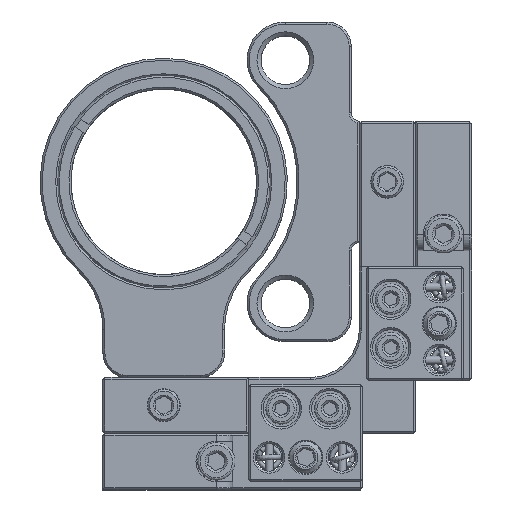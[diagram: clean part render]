
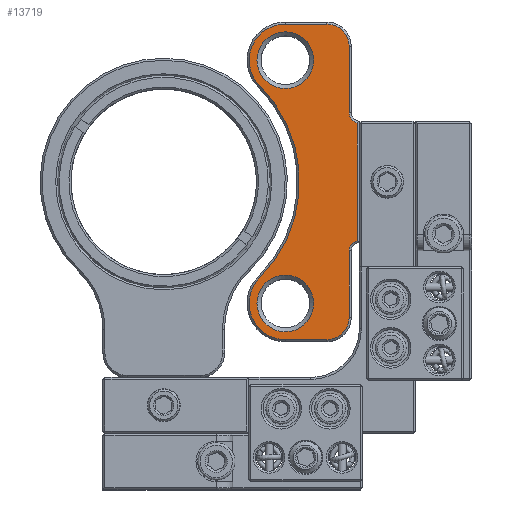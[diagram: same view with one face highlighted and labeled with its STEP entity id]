
A CAD part, top view. The second image highlights one B-rep face of the part: STEP entity #13719.
In plain terms, the highlighted planar face has unit normal (0, 0, 1).
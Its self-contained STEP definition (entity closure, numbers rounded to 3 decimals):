
#220 = ORIENTED_EDGE ( 'NONE', *, *, #42707, .T. ) ;
#396 = DIRECTION ( 'NONE',  ( 0., 1., 0. ) ) ;
#444 = DIRECTION ( 'NONE',  ( 0., 1., 0. ) ) ;
#589 = EDGE_CURVE ( 'NONE', #8574, #8255, #3656, .T. ) ;
#774 = VECTOR ( 'NONE', #444, 1000. ) ;
#1120 = DIRECTION ( 'NONE',  ( 1., 0., 0. ) ) ;
#1485 = CARTESIAN_POINT ( 'NONE',  ( 23.88, 7.275, 6. ) ) ;
#1734 = CARTESIAN_POINT ( 'NONE',  ( 20.13, 16.713, 6. ) ) ;
#1750 = LINE ( 'NONE', #40085, #22105 ) ;
#1919 = ORIENTED_EDGE ( 'NONE', *, *, #4032, .T. ) ;
#2329 = VERTEX_POINT ( 'NONE', #41139 ) ;
#2365 = DIRECTION ( 'NONE',  ( 0., 0., -1. ) ) ;
#2423 = DIRECTION ( 'NONE',  ( 0., 0., 1. ) ) ;
#3656 = CIRCLE ( 'NONE', #29175, 2.75 ) ;
#4032 = EDGE_CURVE ( 'NONE', #22959, #17731, #44635, .T. ) ;
#4410 = CARTESIAN_POINT ( 'NONE',  ( 15., -15., 6. ) ) ;
#4679 = DIRECTION ( 'NONE',  ( 0., 0., 1. ) ) ;
#5371 = EDGE_CURVE ( 'NONE', #9379, #26524, #6756, .T. ) ;
#5700 = CARTESIAN_POINT ( 'NONE',  ( 22.88, 16.713, 6. ) ) ;
#5956 = AXIS2_PLACEMENT_3D ( 'NONE', #35479, #4679, #24775 ) ;
#6025 = CIRCLE ( 'NONE', #33686, 1.25 ) ;
#6590 = CARTESIAN_POINT ( 'NONE',  ( 15., 15., 6. ) ) ;
#6620 = CARTESIAN_POINT ( 'NONE',  ( 24.13, 8.5, 6. ) ) ;
#6708 = CARTESIAN_POINT ( 'NONE',  ( 15., 15., 6. ) ) ;
#6756 = CIRCLE ( 'NONE', #12569, 4.463 ) ;
#7933 = CARTESIAN_POINT ( 'NONE',  ( 15., -19.463, 6. ) ) ;
#8248 = VERTEX_POINT ( 'NONE', #9840 ) ;
#8255 = VERTEX_POINT ( 'NONE', #12797 ) ;
#8574 = VERTEX_POINT ( 'NONE', #5700 ) ;
#9379 = VERTEX_POINT ( 'NONE', #36449 ) ;
#9840 = CARTESIAN_POINT ( 'NONE',  ( 22.88, -8.5, 6. ) ) ;
#10356 = CIRCLE ( 'NONE', #38034, 3.5 ) ;
#11084 = AXIS2_PLACEMENT_3D ( 'NONE', #4410, #25413, #32255 ) ;
#11695 = CIRCLE ( 'NONE', #37204, 16.75 ) ;
#11744 = DIRECTION ( 'NONE',  ( 1., 0., 0. ) ) ;
#12569 = AXIS2_PLACEMENT_3D ( 'NONE', #6590, #15936, #29850 ) ;
#12652 = ORIENTED_EDGE ( 'NONE', *, *, #37287, .T. ) ;
#12797 = CARTESIAN_POINT ( 'NONE',  ( 20.13, 19.463, 6. ) ) ;
#13153 = AXIS2_PLACEMENT_3D ( 'NONE', #16095, #30021, #26608 ) ;
#13691 = DIRECTION ( 'NONE',  ( 1., 0., 0. ) ) ;
#13719 = ADVANCED_FACE ( 'NONE', ( #15160, #42769, #32712 ), #22461, .T. ) ;
#13773 = DIRECTION ( 'NONE',  ( 1., 0., 0. ) ) ;
#15160 = FACE_OUTER_BOUND ( 'NONE', #21565, .T. ) ;
#15581 = CARTESIAN_POINT ( 'NONE',  ( 22.88, -16.713, 6. ) ) ;
#15918 = EDGE_CURVE ( 'NONE', #31972, #8248, #31496, .T. ) ;
#15936 = DIRECTION ( 'NONE',  ( 0., 0., 1. ) ) ;
#16054 = ORIENTED_EDGE ( 'NONE', *, *, #28463, .T. ) ;
#16095 = CARTESIAN_POINT ( 'NONE',  ( 15., -15., 6. ) ) ;
#16352 = DIRECTION ( 'NONE',  ( -1., 0., 0. ) ) ;
#16638 = ORIENTED_EDGE ( 'NONE', *, *, #33166, .T. ) ;
#16798 = CARTESIAN_POINT ( 'NONE',  ( 23.88, 0., 6. ) ) ;
#17031 = DIRECTION ( 'NONE',  ( -1., 0., 0. ) ) ;
#17731 = VERTEX_POINT ( 'NONE', #1485 ) ;
#18155 = EDGE_CURVE ( 'NONE', #39138, #39138, #22612, .T. ) ;
#18376 = CIRCLE ( 'NONE', #11084, 4.463 ) ;
#19056 = CIRCLE ( 'NONE', #27094, 1.25 ) ;
#19263 = CARTESIAN_POINT ( 'NONE',  ( 0., 0., 6. ) ) ;
#19275 = EDGE_CURVE ( 'NONE', #26524, #28279, #11695, .T. ) ;
#19409 = ORIENTED_EDGE ( 'NONE', *, *, #40507, .T. ) ;
#19672 = ORIENTED_EDGE ( 'NONE', *, *, #5371, .T. ) ;
#21230 = CARTESIAN_POINT ( 'NONE',  ( 0., 0., 6. ) ) ;
#21365 = ORIENTED_EDGE ( 'NONE', *, *, #23469, .T. ) ;
#21565 = EDGE_LOOP ( 'NONE', ( #16054, #44494, #21365, #1919, #38735, #220, #31633, #22618, #19672, #41568, #16638, #12652 ) ) ;
#21687 = CARTESIAN_POINT ( 'NONE',  ( 24.13, -8.5, 6. ) ) ;
#22105 = VECTOR ( 'NONE', #40326, 1000. ) ;
#22461 = PLANE ( 'NONE',  #29863 ) ;
#22480 = EDGE_CURVE ( 'NONE', #8255, #9379, #37782, .T. ) ;
#22612 = CIRCLE ( 'NONE', #13153, 3.5 ) ;
#22618 = ORIENTED_EDGE ( 'NONE', *, *, #22480, .T. ) ;
#22959 = VERTEX_POINT ( 'NONE', #26041 ) ;
#23469 = EDGE_CURVE ( 'NONE', #8248, #22959, #6025, .T. ) ;
#23657 = CARTESIAN_POINT ( 'NONE',  ( 0., 19.463, 6. ) ) ;
#24225 = CARTESIAN_POINT ( 'NONE',  ( 22.88, 0., 6. ) ) ;
#24422 = DIRECTION ( 'NONE',  ( 0., 0., -1. ) ) ;
#24775 = DIRECTION ( 'NONE',  ( -1., 0., 0. ) ) ;
#25413 = DIRECTION ( 'NONE',  ( 0., 0., 1. ) ) ;
#25654 = VECTOR ( 'NONE', #17031, 1000. ) ;
#26041 = CARTESIAN_POINT ( 'NONE',  ( 23.88, -7.275, 6. ) ) ;
#26524 = VERTEX_POINT ( 'NONE', #40595 ) ;
#26608 = DIRECTION ( 'NONE',  ( 0., -1., 0. ) ) ;
#27094 = AXIS2_PLACEMENT_3D ( 'NONE', #6620, #30811, #13691 ) ;
#28279 = VERTEX_POINT ( 'NONE', #35703 ) ;
#28463 = EDGE_CURVE ( 'NONE', #42633, #31972, #32888, .T. ) ;
#29175 = AXIS2_PLACEMENT_3D ( 'NONE', #1734, #2423, #16352 ) ;
#29850 = DIRECTION ( 'NONE',  ( -1., 0., 0. ) ) ;
#29863 = AXIS2_PLACEMENT_3D ( 'NONE', #19263, #39796, #11744 ) ;
#30021 = DIRECTION ( 'NONE',  ( 0., 0., -1. ) ) ;
#30811 = DIRECTION ( 'NONE',  ( 0., 0., -1. ) ) ;
#31453 = VECTOR ( 'NONE', #34791, 1000. ) ;
#31496 = LINE ( 'NONE', #24225, #774 ) ;
#31633 = ORIENTED_EDGE ( 'NONE', *, *, #589, .T. ) ;
#31972 = VERTEX_POINT ( 'NONE', #15581 ) ;
#32094 = EDGE_CURVE ( 'NONE', #17731, #44822, #19056, .T. ) ;
#32255 = DIRECTION ( 'NONE',  ( -1., 0., 0. ) ) ;
#32712 = FACE_BOUND ( 'NONE', #44042, .T. ) ;
#32888 = CIRCLE ( 'NONE', #5956, 2.75 ) ;
#33166 = EDGE_CURVE ( 'NONE', #28279, #37021, #18376, .T. ) ;
#33686 = AXIS2_PLACEMENT_3D ( 'NONE', #21687, #39015, #1120 ) ;
#34649 = CARTESIAN_POINT ( 'NONE',  ( 20.13, -19.463, 6. ) ) ;
#34791 = DIRECTION ( 'NONE',  ( 0., 1., 0. ) ) ;
#35428 = ORIENTED_EDGE ( 'NONE', *, *, #18155, .T. ) ;
#35479 = CARTESIAN_POINT ( 'NONE',  ( 20.13, -16.713, 6. ) ) ;
#35703 = CARTESIAN_POINT ( 'NONE',  ( 11.844, -11.844, 6. ) ) ;
#36317 = EDGE_LOOP ( 'NONE', ( #19409 ) ) ;
#36449 = CARTESIAN_POINT ( 'NONE',  ( 15., 19.463, 6. ) ) ;
#37021 = VERTEX_POINT ( 'NONE', #7933 ) ;
#37204 = AXIS2_PLACEMENT_3D ( 'NONE', #21230, #24422, #41534 ) ;
#37287 = EDGE_CURVE ( 'NONE', #37021, #42633, #1750, .T. ) ;
#37782 = LINE ( 'NONE', #23657, #25654 ) ;
#37856 = CARTESIAN_POINT ( 'NONE',  ( 22.88, 8.5, 6. ) ) ;
#38034 = AXIS2_PLACEMENT_3D ( 'NONE', #6708, #2365, #13773 ) ;
#38084 = LINE ( 'NONE', #42384, #43672 ) ;
#38735 = ORIENTED_EDGE ( 'NONE', *, *, #32094, .T. ) ;
#39015 = DIRECTION ( 'NONE',  ( 0., 0., -1. ) ) ;
#39138 = VERTEX_POINT ( 'NONE', #43000 ) ;
#39796 = DIRECTION ( 'NONE',  ( 0., 0., 1. ) ) ;
#40085 = CARTESIAN_POINT ( 'NONE',  ( 0., -19.463, 6. ) ) ;
#40326 = DIRECTION ( 'NONE',  ( 1., 0., 0. ) ) ;
#40507 = EDGE_CURVE ( 'NONE', #2329, #2329, #10356, .T. ) ;
#40595 = CARTESIAN_POINT ( 'NONE',  ( 11.844, 11.844, 6. ) ) ;
#41139 = CARTESIAN_POINT ( 'NONE',  ( 18.5, 15., 6. ) ) ;
#41534 = DIRECTION ( 'NONE',  ( 0., -1., 0. ) ) ;
#41568 = ORIENTED_EDGE ( 'NONE', *, *, #19275, .T. ) ;
#42384 = CARTESIAN_POINT ( 'NONE',  ( 22.88, 0., 6. ) ) ;
#42633 = VERTEX_POINT ( 'NONE', #34649 ) ;
#42707 = EDGE_CURVE ( 'NONE', #44822, #8574, #38084, .T. ) ;
#42769 = FACE_BOUND ( 'NONE', #36317, .T. ) ;
#43000 = CARTESIAN_POINT ( 'NONE',  ( 15., -18.5, 6. ) ) ;
#43672 = VECTOR ( 'NONE', #396, 1000. ) ;
#44042 = EDGE_LOOP ( 'NONE', ( #35428 ) ) ;
#44494 = ORIENTED_EDGE ( 'NONE', *, *, #15918, .T. ) ;
#44635 = LINE ( 'NONE', #16798, #31453 ) ;
#44822 = VERTEX_POINT ( 'NONE', #37856 ) ;
